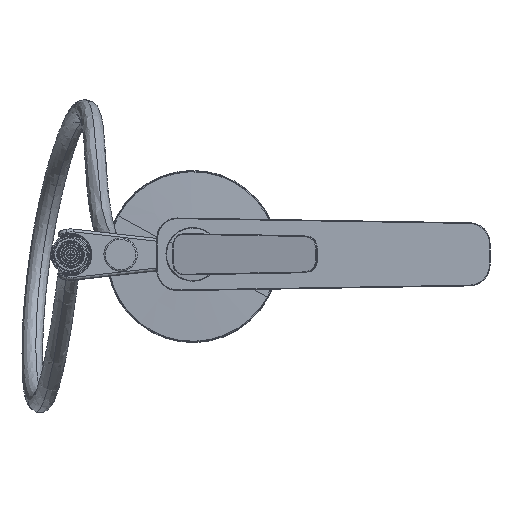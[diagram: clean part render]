
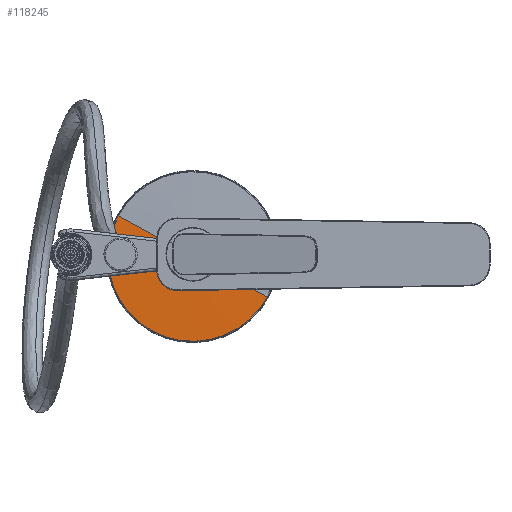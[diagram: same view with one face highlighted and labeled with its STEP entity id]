
A CAD part, top view. The second image highlights one B-rep face of the part: STEP entity #118245.
In plain terms, the highlighted conical face has half-angle 88 degrees and reference radius 18.11 mm.
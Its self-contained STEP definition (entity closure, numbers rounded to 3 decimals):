
#118206=CARTESIAN_POINT('Axis2P3D Location',(0.,0.,15.2)) ;
#118211=CARTESIAN_POINT('Line Origine',(-35.152,19.204,14.433)) ;
#118215=CARTESIAN_POINT('Vertex',(-53.582,29.272,13.7)) ;
#118217=CARTESIAN_POINT('Vertex',(-18.693,10.212,15.088)) ;
#118220=CARTESIAN_POINT('Axis2P3D Location',(0.,0.,13.7)) ;
#118224=CARTESIAN_POINT('Vertex',(53.582,-29.272,13.7)) ;
#118227=CARTESIAN_POINT('Line Origine',(35.152,-19.204,14.433)) ;
#118231=CARTESIAN_POINT('Vertex',(18.693,-10.212,15.088)) ;
#118234=CARTESIAN_POINT('Axis2P3D Location',(0.,0.,15.088)) ;
#118213=VECTOR('Line Direction',#118212,1.) ;
#118229=VECTOR('Line Direction',#118228,1.) ;
#118207=DIRECTION('Axis2P3D Direction',(0.,0.,-1.)) ;
#118208=DIRECTION('Axis2P3D XDirection',(-0.878,0.479,0.)) ;
#118212=DIRECTION('Vector Direction',(-0.877,0.479,-0.035)) ;
#118221=DIRECTION('Axis2P3D Direction',(0.,0.,-1.)) ;
#118228=DIRECTION('Vector Direction',(0.877,-0.479,-0.035)) ;
#118235=DIRECTION('Axis2P3D Direction',(0.,0.,-1.)) ;
#118209=AXIS2_PLACEMENT_3D('Cone Axis2P3D',#118206,#118207,#118208) ;
#118222=AXIS2_PLACEMENT_3D('Circle Axis2P3D',#118220,#118221,$) ;
#118236=AXIS2_PLACEMENT_3D('Circle Axis2P3D',#118234,#118235,$) ;
#118214=LINE('Line',#118211,#118213) ;
#118230=LINE('Line',#118227,#118229) ;
#118223=CIRCLE('generated circle',#118222,61.056) ;
#118237=CIRCLE('generated circle',#118236,21.3) ;
#118210=CONICAL_SURFACE('Cone',#118209,18.11,1.536) ;
#118219=EDGE_CURVE('',#118216,#118218,#118214,.F.) ;
#118226=EDGE_CURVE('',#118216,#118225,#118223,.F.) ;
#118233=EDGE_CURVE('',#118225,#118232,#118230,.F.) ;
#118238=EDGE_CURVE('',#118232,#118218,#118237,.T.) ;
#118240=ORIENTED_EDGE('',*,*,#118219,.F.) ;
#118241=ORIENTED_EDGE('',*,*,#118226,.T.) ;
#118242=ORIENTED_EDGE('',*,*,#118233,.T.) ;
#118243=ORIENTED_EDGE('',*,*,#118238,.T.) ;
#118239=EDGE_LOOP('',(#118240,#118241,#118242,#118243)) ;
#118216=VERTEX_POINT('',#118215) ;
#118218=VERTEX_POINT('',#118217) ;
#118225=VERTEX_POINT('',#118224) ;
#118232=VERTEX_POINT('',#118231) ;
#118245=ADVANCED_FACE('Low',(#118244),#118210,.T.) ;
#118244=FACE_OUTER_BOUND('',#118239,.T.) ;
